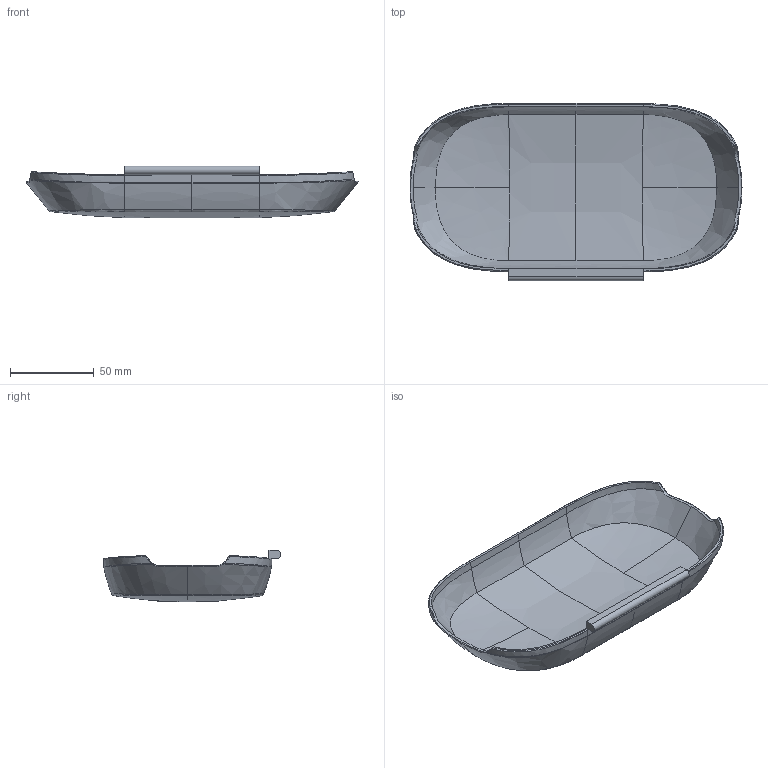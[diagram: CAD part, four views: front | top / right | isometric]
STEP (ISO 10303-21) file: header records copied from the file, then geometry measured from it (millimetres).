
FILE_DESCRIPTION((''),'2;1');
FILE_NAME('VR_RECEIVER','2023-06-28T16:09:27',('Leon'),(''),'CREO PARAMETRIC BY PTC INC, 2018050','CREO PARAMETRIC BY PTC INC, 2018050','');
FILE_SCHEMA(('CONFIG_CONTROL_DESIGN'));
Length unit declared in the file: millimetre
Products named in the file (1): VR_RECEIVER
Bounding box: 198.13 x 105.81 x 30.8 mm (x, y, z)
Volume: 47393.7 mm3; surface area: 52237.5 mm2
Topology: 1 solids, 1 shells, 112 faces, 267 edges, 157 vertices
Faces by surface type: bspline 90, plane 11, cylinder 11
Entity records: 7876 total; most frequent: CARTESIAN_POINT 5931, ORIENTED_EDGE 534, EDGE_CURVE 267, B_SPLINE_CURVE_WITH_KNOTS 184, DIRECTION 157, VERTEX_POINT 157, EDGE_LOOP 112, FACE_OUTER_BOUND 112
